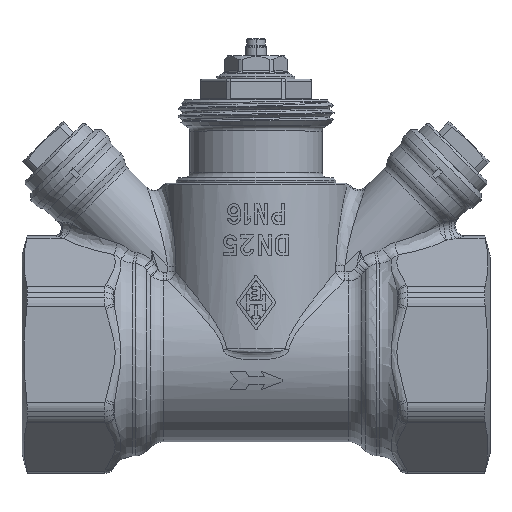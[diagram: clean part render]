
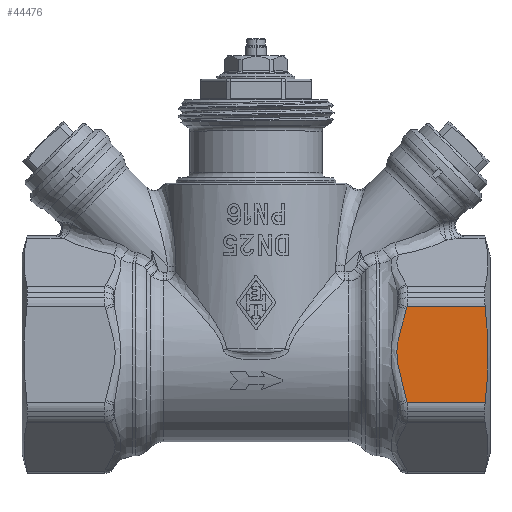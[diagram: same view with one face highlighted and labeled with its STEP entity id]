
A CAD part, top view. The second image highlights one B-rep face of the part: STEP entity #44476.
In plain terms, the highlighted planar face has unit normal (0, 0, 1).
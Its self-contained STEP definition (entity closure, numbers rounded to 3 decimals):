
#8807=CARTESIAN_POINT('',(29.057,9.242,20.5));
#8816=CARTESIAN_POINT('',(44.066,-9.242,20.5));
#8817=CARTESIAN_POINT('',(44.118,-8.765,20.5));
#8818=CARTESIAN_POINT('',(44.216,-7.813,20.5));
#8819=CARTESIAN_POINT('',(44.341,-6.392,20.5));
#8820=CARTESIAN_POINT('',(44.443,-4.975,20.5));
#8821=CARTESIAN_POINT('',(44.52,-3.558,20.5));
#8822=CARTESIAN_POINT('',(44.573,-2.137,20.5));
#8823=CARTESIAN_POINT('',(44.599,-0.713,20.5));
#8824=CARTESIAN_POINT('',(44.599,0.713,20.5));
#8825=CARTESIAN_POINT('',(44.573,2.137,20.5));
#8826=CARTESIAN_POINT('',(44.52,3.558,20.5));
#8827=CARTESIAN_POINT('',(44.443,4.975,20.5));
#8828=CARTESIAN_POINT('',(44.341,6.392,20.5));
#8829=CARTESIAN_POINT('',(44.216,7.813,20.5));
#8830=CARTESIAN_POINT('',(44.118,8.765,20.5));
#8831=CARTESIAN_POINT('',(44.066,9.242,20.5));
#8833=DIRECTION('',(1.,0.,0.));
#8834=VECTOR('',#8833,15.009);
#8835=CARTESIAN_POINT('',(29.057,-9.242,20.5));
#8836=LINE('',#8835,#8834);
#8837=CARTESIAN_POINT('',(29.057,-9.242,20.5));
#8838=CARTESIAN_POINT('',(29.045,-9.197,20.5));
#8839=CARTESIAN_POINT('',(29.021,-9.105,20.5));
#8840=CARTESIAN_POINT('',(28.987,-8.968,20.5));
#8841=CARTESIAN_POINT('',(28.964,-8.877,20.5));
#8842=CARTESIAN_POINT('',(28.953,-8.832,20.5));
#8844=CARTESIAN_POINT('',(28.953,-8.832,20.5));
#8845=CARTESIAN_POINT('',(28.794,-8.193,20.5));
#8846=CARTESIAN_POINT('',(28.464,-6.987,20.5));
#8847=CARTESIAN_POINT('',(28.009,-5.397,20.5));
#8848=CARTESIAN_POINT('',(27.622,-3.962,20.5));
#8849=CARTESIAN_POINT('',(27.33,-2.661,20.5));
#8850=CARTESIAN_POINT('',(27.15,-1.507,20.5));
#8851=CARTESIAN_POINT('',(27.069,-0.48,
20.5));
#8852=CARTESIAN_POINT('',(27.07,0.505,20.5));
#8853=CARTESIAN_POINT('',(27.153,1.541,20.5));
#8854=CARTESIAN_POINT('',(27.338,2.705,20.5));
#8855=CARTESIAN_POINT('',(27.634,4.01,20.5));
#8856=CARTESIAN_POINT('',(28.024,5.451,20.5));
#8857=CARTESIAN_POINT('',(28.476,7.027,20.5));
#8858=CARTESIAN_POINT('',(28.798,8.209,20.5));
#8859=CARTESIAN_POINT('',(28.953,8.832,20.5));
#8861=CARTESIAN_POINT('',(28.953,8.832,20.5));
#8862=CARTESIAN_POINT('',(28.964,8.877,20.5));
#8863=CARTESIAN_POINT('',(28.987,8.968,20.5));
#8864=CARTESIAN_POINT('',(29.021,9.105,20.5));
#8865=CARTESIAN_POINT('',(29.045,9.197,20.5));
#8866=CARTESIAN_POINT('',(29.057,9.242,20.5));
#8868=DIRECTION('',(-1.,0.,0.));
#8869=VECTOR('',#8868,15.009);
#8870=CARTESIAN_POINT('',(44.066,9.242,20.5));
#8871=LINE('',#8870,#8869);
#33071=VERTEX_POINT('',#8807);
#33073=VERTEX_POINT('',#8861);
#33075=VERTEX_POINT('',#8844);
#33077=VERTEX_POINT('',#8837);
#33197=VERTEX_POINT('',#8816);
#33198=VERTEX_POINT('',#8831);
#44459=CARTESIAN_POINT('',(51.56,11.836,20.5));
#44460=DIRECTION('',(0.,0.,1.));
#44461=DIRECTION('',(0.,-1.,0.));
#44462=AXIS2_PLACEMENT_3D('',#44459,#44460,#44461);
#44463=PLANE('',#44462);
#44464=ORIENTED_EDGE('',*,*,#43337,.F.);
#44466=ORIENTED_EDGE('',*,*,#44465,.F.);
#44468=ORIENTED_EDGE('',*,*,#44467,.T.);
#44470=ORIENTED_EDGE('',*,*,#44469,.T.);
#44472=ORIENTED_EDGE('',*,*,#44471,.T.);
#44473=ORIENTED_EDGE('',*,*,#44451,.F.);
#44474=EDGE_LOOP('',(#44464,#44466,#44468,#44470,#44472,#44473));
#44475=FACE_OUTER_BOUND('',#44474,.F.);
#44476=ADVANCED_FACE('',(#44475),#44463,.T.);
#8832=B_SPLINE_CURVE_WITH_KNOTS('',3,(#8816,#8817,#8818,#8819,#8820,#8821,#8822,
#8823,#8824,#8825,#8826,#8827,#8828,#8829,#8830,#8831),.UNSPECIFIED.,.F.,.F.,(4,
1,1,1,1,1,1,1,1,1,1,1,1,4),(0.,0.077,0.154,
0.231,0.308,0.385,0.462,
0.538,0.615,0.692,0.769,
0.846,0.923,1.),.UNSPECIFIED.);
#8843=B_SPLINE_CURVE_WITH_KNOTS('',3,(#8837,#8838,#8839,#8840,#8841,#8842),
.UNSPECIFIED.,.F.,.F.,(4,1,1,4),(0.,0.333,0.667,1.),
.UNSPECIFIED.);
#8860=B_SPLINE_CURVE_WITH_KNOTS('',3,(#8844,#8845,#8846,#8847,#8848,#8849,#8850,
#8851,#8852,#8853,#8854,#8855,#8856,#8857,#8858,#8859),.UNSPECIFIED.,.F.,.F.,(4,
1,1,1,1,1,1,1,1,1,1,1,1,4),(0.,0.077,0.154,
0.231,0.308,0.385,0.462,
0.538,0.615,0.692,0.769,
0.846,0.923,1.),.UNSPECIFIED.);
#8867=B_SPLINE_CURVE_WITH_KNOTS('',3,(#8861,#8862,#8863,#8864,#8865,#8866),
.UNSPECIFIED.,.F.,.F.,(4,1,1,4),(0.,0.333,0.667,1.),
.UNSPECIFIED.);
#43337=EDGE_CURVE('',#33197,#33198,#8832,.T.);
#44451=EDGE_CURVE('',#33198,#33071,#8871,.T.);
#44465=EDGE_CURVE('',#33077,#33197,#8836,.T.);
#44467=EDGE_CURVE('',#33077,#33075,#8843,.T.);
#44469=EDGE_CURVE('',#33075,#33073,#8860,.T.);
#44471=EDGE_CURVE('',#33073,#33071,#8867,.T.);
